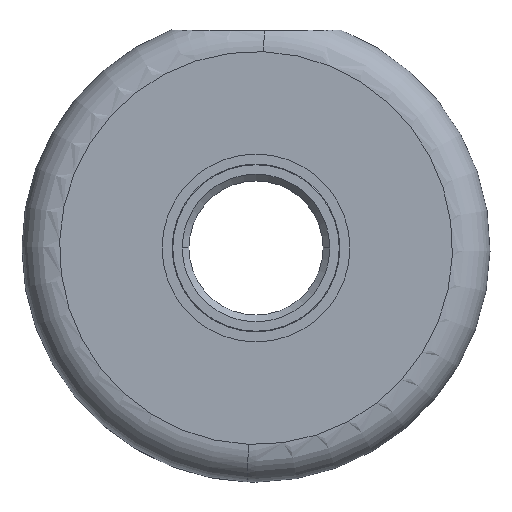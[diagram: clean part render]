
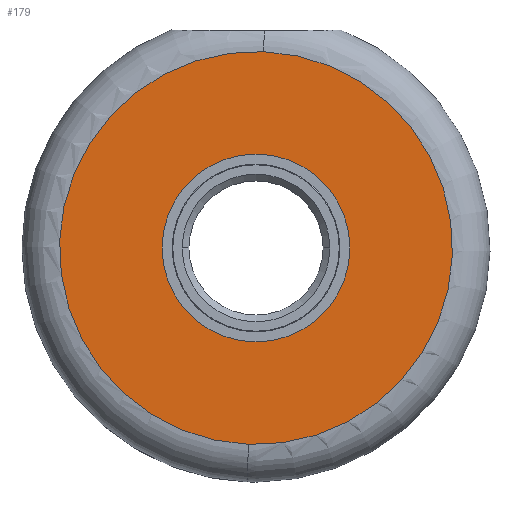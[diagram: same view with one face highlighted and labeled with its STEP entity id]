
A CAD part, top view. The second image highlights one B-rep face of the part: STEP entity #179.
In plain terms, the highlighted planar face has unit normal (0, 0, 1).
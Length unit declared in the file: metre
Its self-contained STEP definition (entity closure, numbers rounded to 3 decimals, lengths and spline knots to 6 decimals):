
#179=ADVANCED_FACE('0:44307',(#453,#454),#455,.F.);
#453=FACE_OUTER_BOUND('',#734,.T.);
#454=FACE_BOUND('',#735,.T.);
#455=PLANE('',#736);
#734=EDGE_LOOP('',(#1795,#1796));
#735=EDGE_LOOP('',(#1797,#1798));
#736=AXIS2_PLACEMENT_3D('',#1799,#1800,#1801);
#1795=ORIENTED_EDGE('',*,*,#2100,.F.);
#1796=ORIENTED_EDGE('',*,*,#1892,.F.);
#1797=ORIENTED_EDGE('',*,*,#2108,.F.);
#1798=ORIENTED_EDGE('',*,*,#1876,.F.);
#1799=CARTESIAN_POINT('',(0.,0.003,-0.034));
#1800=DIRECTION('',(0.0,0.,-1.0));
#1801=DIRECTION('',(-1.0,0.0,0.0));
#1876=EDGE_CURVE('0:44745',#2243,#2246,#2247,.T.);
#1892=EDGE_CURVE('0:44724',#2275,#2278,#2279,.T.);
#2100=EDGE_CURVE('0:44724',#2278,#2275,#2629,.T.);
#2108=EDGE_CURVE('0:44745',#2246,#2243,#2639,.T.);
#2243=VERTEX_POINT('',#2833);
#2246=VERTEX_POINT('',#2837);
#2247=CIRCLE('',#2838,0.014);
#2275=VERTEX_POINT('',#2873);
#2278=VERTEX_POINT('',#2876);
#2279=CIRCLE('',#2877,0.02928);
#2629=CIRCLE('',#3492,0.02928);
#2639=CIRCLE('',#3504,0.014);
#2833=CARTESIAN_POINT('',(0.014,0.003,-0.034));
#2837=CARTESIAN_POINT('',(-0.014,0.003,-0.034));
#2838=AXIS2_PLACEMENT_3D('',#3756,#3757,#3758);
#2873=CARTESIAN_POINT('',(0.001121,0.032259,-0.034));
#2876=CARTESIAN_POINT('',(-0.001121,-0.026259,-0.034));
#2877=AXIS2_PLACEMENT_3D('',#3790,#3791,#3792);
#3492=AXIS2_PLACEMENT_3D('',#4232,#4233,#4234);
#3504=AXIS2_PLACEMENT_3D('',#4252,#4253,#4254);
#3756=CARTESIAN_POINT('',(0.,0.003,-0.034));
#3757=DIRECTION('',(0.0,0.,1.0));
#3758=DIRECTION('',(1.0,0.0,0.0));
#3790=CARTESIAN_POINT('',(0.,0.003,-0.034));
#3791=DIRECTION('',(0.,0.,-1.0));
#3792=DIRECTION('',(0.038,0.999,0.));
#4232=CARTESIAN_POINT('',(0.,0.003,-0.034));
#4233=DIRECTION('',(0.,0.,-1.0));
#4234=DIRECTION('',(0.038,0.999,0.));
#4252=CARTESIAN_POINT('',(0.,0.003,-0.034));
#4253=DIRECTION('',(0.0,0.,1.0));
#4254=DIRECTION('',(1.0,0.0,0.0));
